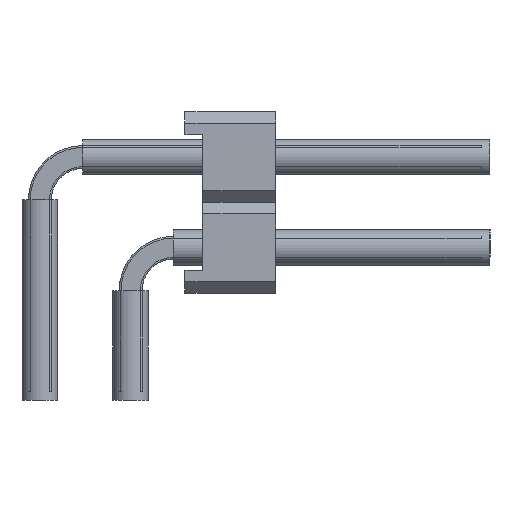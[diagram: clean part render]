
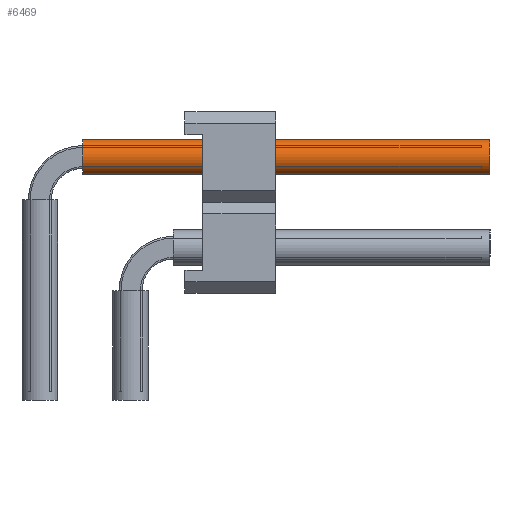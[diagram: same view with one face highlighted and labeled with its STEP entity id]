
A CAD part, left-side view. The second image highlights one B-rep face of the part: STEP entity #6469.
In plain terms, the highlighted cylindrical face has radius 0.5 mm (diameter 1 mm), a full revolution.
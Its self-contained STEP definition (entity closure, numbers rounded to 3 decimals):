
#3550=ORIENTED_EDGE('',*,*,#4472,.F.);
#3551=ORIENTED_EDGE('',*,*,#4473,.T.);
#4472=EDGE_CURVE('',#5084,#5084,#5300,.T.);
#4473=EDGE_CURVE('',#5085,#5085,#5301,.T.);
#5084=VERTEX_POINT('',#10841);
#5085=VERTEX_POINT('',#10843);
#5300=CIRCLE('',#7106,0.5);
#5301=CIRCLE('',#7107,0.5);
#5668=EDGE_LOOP('',(#3550));
#5669=EDGE_LOOP('',(#3551));
#6036=FACE_BOUND('',#5668,.T.);
#6037=FACE_BOUND('',#5669,.T.);
#6149=CYLINDRICAL_SURFACE('',#7105,0.5);
#6469=ADVANCED_FACE('',(#6036,#6037),#6149,.F.);
#7105=AXIS2_PLACEMENT_3D('',#10839,#8940,#8941);
#7106=AXIS2_PLACEMENT_3D('',#10840,#8942,#8943);
#7107=AXIS2_PLACEMENT_3D('',#10842,#8944,#8945);
#8940=DIRECTION('',(1.,0.,0.));
#8941=DIRECTION('',(0.,0.,-1.));
#8942=DIRECTION('',(-1.,0.,0.));
#8943=DIRECTION('',(0.,0.,1.));
#8944=DIRECTION('',(-1.,0.,0.));
#8945=DIRECTION('',(0.,0.,1.));
#10839=CARTESIAN_POINT('',(1.2,0.,6.81));
#10840=CARTESIAN_POINT('',(12.6,0.,6.81));
#10841=CARTESIAN_POINT('',(12.6,0.,7.31));
#10842=CARTESIAN_POINT('',(1.2,0.,6.81));
#10843=CARTESIAN_POINT('',(1.2,0.,7.31));
